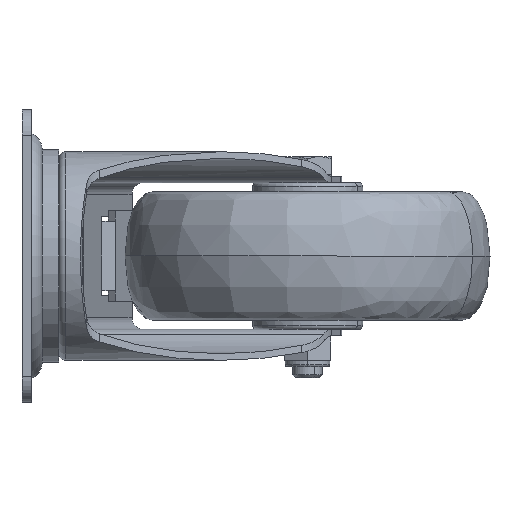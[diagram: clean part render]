
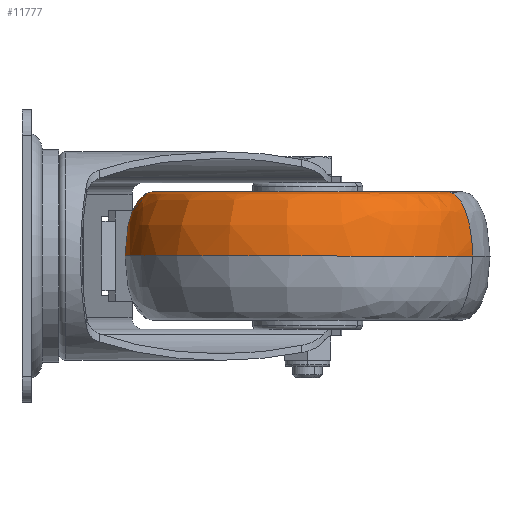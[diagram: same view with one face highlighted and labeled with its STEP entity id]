
A CAD part, left-side view. The second image highlights one B-rep face of the part: STEP entity #11777.
In plain terms, the highlighted free-form (B-spline) face has degree [3, 3] with [4, 4] control points.
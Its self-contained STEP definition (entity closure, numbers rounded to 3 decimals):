
#334 = EDGE_LOOP ( 'NONE', ( #12234, #6818, #7907, #3677 ) ) ;
#1066 = CARTESIAN_POINT ( 'NONE',  ( 47.364, -39.672, 17.5 ) ) ;
#1264 =( BOUNDED_CURVE ( )  B_SPLINE_CURVE ( 3, ( #8828, #2898, #7348, #13367 ),
 .UNSPECIFIED., .F., .F. ) 
 B_SPLINE_CURVE_WITH_KNOTS ( ( 4, 4 ),
 ( 0., 1.571 ),
 .UNSPECIFIED. ) 
 CURVE ( )  GEOMETRIC_REPRESENTATION_ITEM ( )  RATIONAL_B_SPLINE_CURVE ( ( 1., 0.805, 0.805, 1. ) ) 
 REPRESENTATION_ITEM ( '' )  );
#1971 = DIRECTION ( 'NONE',  ( 0.432, 0.902, 0. ) ) ;
#2030 =( BOUNDED_SURFACE ( )  B_SPLINE_SURFACE ( 3, 3, ( 
 ( #8168, #2133, #16088, #9646 ),
 ( #17393, #15898, #17291, #3920 ),
 ( #14601, #5302, #6895, #2337 ),
 ( #13085, #6995, #19162, #6698 ) ),
 .UNSPECIFIED., .F., .F., .F. ) 
 B_SPLINE_SURFACE_WITH_KNOTS ( ( 4, 4 ),
 ( 4, 4 ),
 ( 0., 1. ),
 ( 0., 1. ),
 .UNSPECIFIED. ) 
 GEOMETRIC_REPRESENTATION_ITEM ( )  RATIONAL_B_SPLINE_SURFACE ( (
 ( 1., 0.333, 0.333, 1.),
 ( 0.805, 0.268, 0.268, 0.805),
 ( 0.805, 0.268, 0.268, 0.805),
 ( 1., 0.333, 0.333, 1.) ) ) 
 REPRESENTATION_ITEM ( '' )  SURFACE ( )  );
#2133 = CARTESIAN_POINT ( 'NONE',  ( -66.019, -79.6, 17.5 ) ) ;
#2337 = CARTESIAN_POINT ( 'NONE',  ( 50.604, -32.908, 10.251 ) ) ;
#2664 = EDGE_CURVE ( 'NONE', #8217, #8582, #11422, .T. ) ;
#2898 = CARTESIAN_POINT ( 'NONE',  ( 8.738, -120.29, 17.5 ) ) ;
#3677 = ORIENTED_EDGE ( 'NONE', *, *, #2664, .F. ) ;
#3920 = CARTESIAN_POINT ( 'NONE',  ( 49.262, -35.71, 17.5 ) ) ;
#4240 = CARTESIAN_POINT ( 'NONE',  ( 50.604, -32.908, 10.251 ) ) ;
#5297 = DIRECTION ( 'NONE',  ( -0.432, -0.902, 0. ) ) ;
#5302 = CARTESIAN_POINT ( 'NONE',  ( -82.788, -79.883, 10.251 ) ) ;
#6698 = CARTESIAN_POINT ( 'NONE',  ( 50.604, -32.908, 0. ) ) ;
#6818 = ORIENTED_EDGE ( 'NONE', *, *, #9368, .T. ) ;
#6895 = CARTESIAN_POINT ( 'NONE',  ( -39.579, 10.3, 10.251 ) ) ;
#6983 = CARTESIAN_POINT ( 'NONE',  ( 7.396, -123.092, 0. ) ) ;
#6985 = CARTESIAN_POINT ( 'NONE',  ( 29., -78., 0. ) ) ;
#6995 = CARTESIAN_POINT ( 'NONE',  ( -82.788, -79.883, 0. ) ) ;
#7295 = CARTESIAN_POINT ( 'NONE',  ( 50.604, -32.908, 0. ) ) ;
#7348 = CARTESIAN_POINT ( 'NONE',  ( 7.396, -123.092, 10.251 ) ) ;
#7907 = ORIENTED_EDGE ( 'NONE', *, *, #10074, .F. ) ;
#8168 = CARTESIAN_POINT ( 'NONE',  ( 10.636, -116.328, 17.5 ) ) ;
#8217 = VERTEX_POINT ( 'NONE', #11083 ) ;
#8582 = VERTEX_POINT ( 'NONE', #9462 ) ;
#8828 = CARTESIAN_POINT ( 'NONE',  ( 10.636, -116.328, 17.5 ) ) ;
#9368 = EDGE_CURVE ( 'NONE', #16515, #12814, #12817, .T. ) ;
#9425 = CARTESIAN_POINT ( 'NONE',  ( 50.604, -32.908, 0. ) ) ;
#9462 = CARTESIAN_POINT ( 'NONE',  ( 10.636, -116.328, 17.5 ) ) ;
#9646 = CARTESIAN_POINT ( 'NONE',  ( 47.364, -39.672, 17.5 ) ) ;
#9854 = FACE_OUTER_BOUND ( 'NONE', #334, .T. ) ;
#10074 = EDGE_CURVE ( 'NONE', #8582, #12814, #1264, .T. ) ;
#11083 = CARTESIAN_POINT ( 'NONE',  ( 47.364, -39.672, 17.5 ) ) ;
#11422 = CIRCLE ( 'NONE', #16195, 42.5 ) ;
#11777 = ADVANCED_FACE ( 'NONE', ( #9854 ), #2030, .F. ) ;
#12234 = ORIENTED_EDGE ( 'NONE', *, *, #14090, .F. ) ;
#12814 = VERTEX_POINT ( 'NONE', #6983 ) ;
#12817 = CIRCLE ( 'NONE', #13152, 50. ) ;
#13085 = CARTESIAN_POINT ( 'NONE',  ( 7.396, -123.092, 0. ) ) ;
#13152 = AXIS2_PLACEMENT_3D ( 'NONE', #6985, #14299, #5297 ) ;
#13216 = CARTESIAN_POINT ( 'NONE',  ( 49.262, -35.71, 17.5 ) ) ;
#13367 = CARTESIAN_POINT ( 'NONE',  ( 7.396, -123.092, 0. ) ) ;
#13494 =( BOUNDED_CURVE ( )  B_SPLINE_CURVE ( 3, ( #7295, #4240, #13216, #1066 ),
 .UNSPECIFIED., .F., .F. ) 
 B_SPLINE_CURVE_WITH_KNOTS ( ( 4, 4 ),
 ( 4.712, 6.283 ),
 .UNSPECIFIED. ) 
 CURVE ( )  GEOMETRIC_REPRESENTATION_ITEM ( )  RATIONAL_B_SPLINE_CURVE ( ( 1., 0.805, 0.805, 1. ) ) 
 REPRESENTATION_ITEM ( '' )  );
#13830 = CARTESIAN_POINT ( 'NONE',  ( 29., -78., 17.5 ) ) ;
#14090 = EDGE_CURVE ( 'NONE', #16515, #8217, #13494, .T. ) ;
#14299 = DIRECTION ( 'NONE',  ( 0., 0., 1. ) ) ;
#14601 = CARTESIAN_POINT ( 'NONE',  ( 7.396, -123.092, 10.251 ) ) ;
#15543 = DIRECTION ( 'NONE',  ( 0., 0., 1. ) ) ;
#15898 = CARTESIAN_POINT ( 'NONE',  ( -75.842, -79.766, 17.5 ) ) ;
#16088 = CARTESIAN_POINT ( 'NONE',  ( -29.292, -2.945, 17.5 ) ) ;
#16195 = AXIS2_PLACEMENT_3D ( 'NONE', #13830, #15543, #1971 ) ;
#16515 = VERTEX_POINT ( 'NONE', #9425 ) ;
#17291 = CARTESIAN_POINT ( 'NONE',  ( -35.318, 4.814, 17.5 ) ) ;
#17393 = CARTESIAN_POINT ( 'NONE',  ( 8.738, -120.29, 17.5 ) ) ;
#19162 = CARTESIAN_POINT ( 'NONE',  ( -39.579, 10.3, 0. ) ) ;
